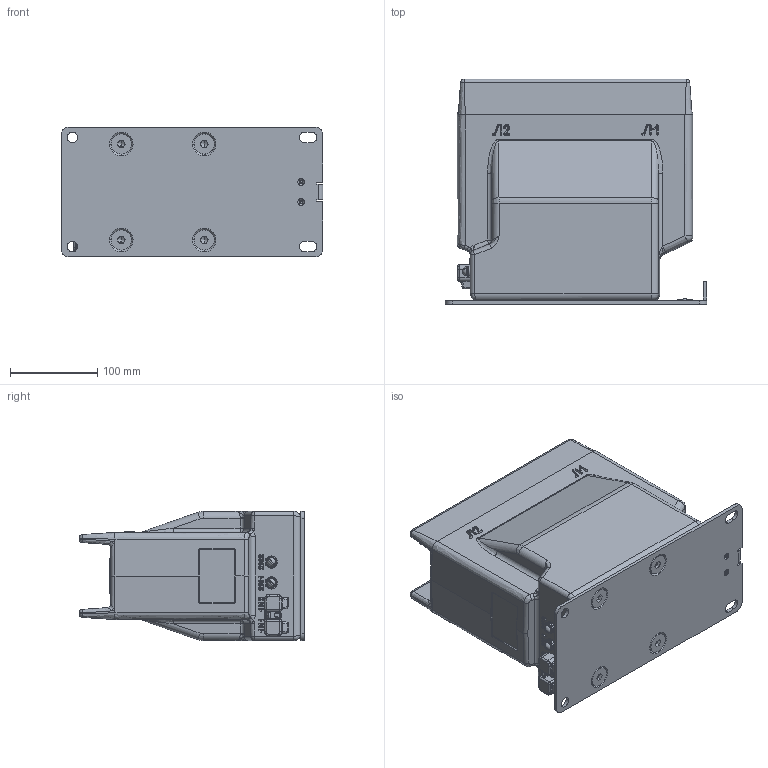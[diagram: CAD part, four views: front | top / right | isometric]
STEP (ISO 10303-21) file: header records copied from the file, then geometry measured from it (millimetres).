
FILE_DESCRIPTION (( 'STEP AP203' ), '1' );
FILE_NAME ('ﾒﾎﾋ-10-Iﾌ-2-1 (5-600)ﾀ.STEP', '2018-01-31T11:03:15', ( '' ), ( '' ), 'SwSTEP 2.0', 'SolidWorks 2010', '' );
FILE_SCHEMA (( 'CONFIG_CONTROL_DESIGN' ));
Length unit declared in the file: millimetre
Products named in the file (1): ﾒﾎﾋ-10-Iﾌ-2-1 (5-600)ﾀ
Bounding box: 300 x 258.4 x 148 mm (x, y, z)
Surface area: 341324.8 mm2 (no closed solid volume)
Topology: 0 solids, 30 shells, 624 faces, 1813 edges, 1169 vertices
Faces by surface type: plane 241, cylinder 162, bspline 93, cone 88, sphere 28, torus 12
Entity records: 23722 total; most frequent: CARTESIAN_POINT 8131, DIRECTION 3186, ORIENTED_EDGE 3091, EDGE_CURVE 1789, VERTEX_POINT 1169, AXIS2_PLACEMENT_3D 1154, LINE 878, VECTOR 878
